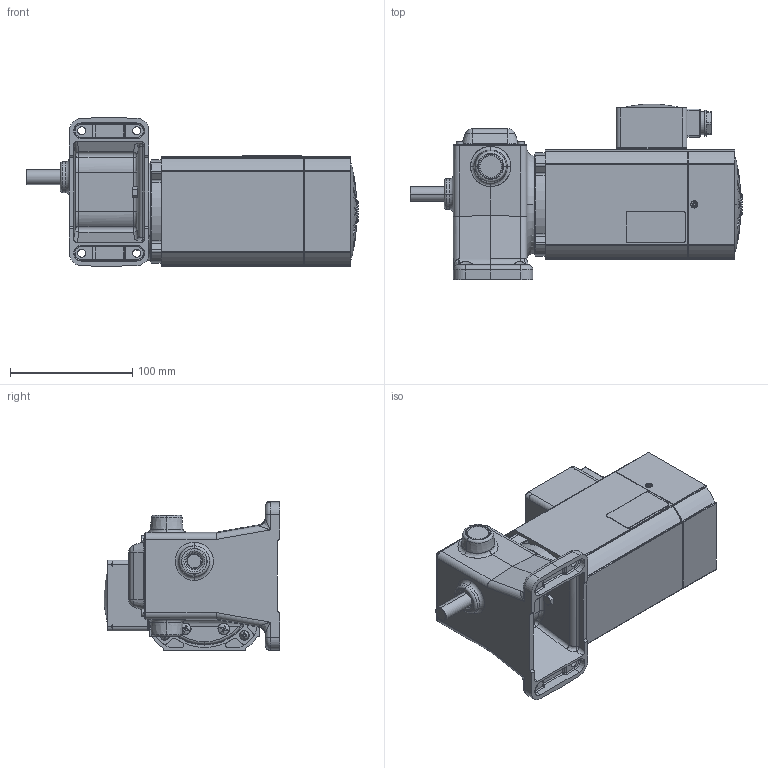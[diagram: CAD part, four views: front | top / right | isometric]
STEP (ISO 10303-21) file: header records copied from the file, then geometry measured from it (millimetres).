
FILE_DESCRIPTION(('STEP AP214'),'1');
FILE_NAME('tmp0.STP','2015-03-25T12:26:26',(' '),(' '),'Spatial InterOp 3D',' ',' ');
FILE_SCHEMA(('automotive_design'));
Length unit declared in the file: millimetre
Products named in the file (495): 1; NONE
Bounding box: 271.5 x 143.71 x 121.9 mm (x, y, z)
Volume: 1331286.5 mm3; surface area: 214768.7 mm2
Topology: 1 solids, 495 shells, 1062 faces, 3849 edges, 3309 vertices
Faces by surface type: cylinder 382, plane 353, cone 190, torus 70, bspline 46, sphere 21
Entity records: 67244 total; most frequent: CARTESIAN_POINT 14357, DIRECTION 7821, ORIENTED_EDGE 5227, EDGE_CURVE 3808, VERTEX_POINT 3309, AXIS2_PLACEMENT_3D 3079, LINE 1663, VECTOR 1663
